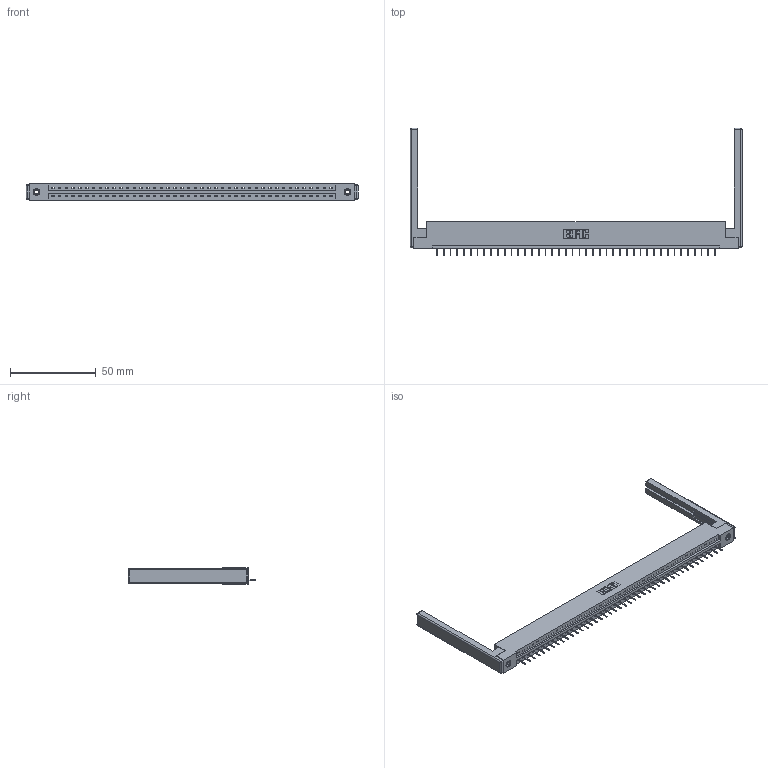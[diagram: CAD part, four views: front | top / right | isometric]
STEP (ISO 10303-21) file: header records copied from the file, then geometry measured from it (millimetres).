
FILE_DESCRIPTION (( 'STEP AP203' ), '1' );
FILE_NAME ('387-042-524-168.STEP', '2019-10-04T20:50:39', ( '' ), ( '' ), 'SwSTEP 2.0', 'SolidWorks 2016', '' );
FILE_SCHEMA (( 'CONFIG_CONTROL_DESIGN' ));
Length unit declared in the file: inch
Products named in the file (5): 387-042-524-168; 345-292-001_345-293-124; 345-250-001_345-250-001-102; 307-220-068; 337 Part_Flush Mounting Lugs - 0.156 Dia-TI
Assembly tree (47 placements, depth 2):
  387-042-524-168
    337 Part_Flush Mounting Lugs - 0.156 Dia-TI
    345-292-001_345-293-124  x42
    345-250-001_345-250-001-102  x2
    307-220-068  x2
Bounding box: 193.85 x 74.43 x 9.4 mm (x, y, z)
Volume: 24373.1 mm3; surface area: 24157.5 mm2
Topology: 47 solids, 47 shells, 3040 faces, 8765 edges, 5654 vertices
Faces by surface type: plane 2342, cylinder 674, cone 12, sphere 8, torus 4
Entity records: 34054 total; most frequent: CARTESIAN_POINT 5885, ORIENTED_EDGE 5852, DIRECTION 5028, EDGE_CURVE 2926, LINE 2752, VECTOR 2752, VERTEX_POINT 1938, AXIS2_PLACEMENT_3D 1138
